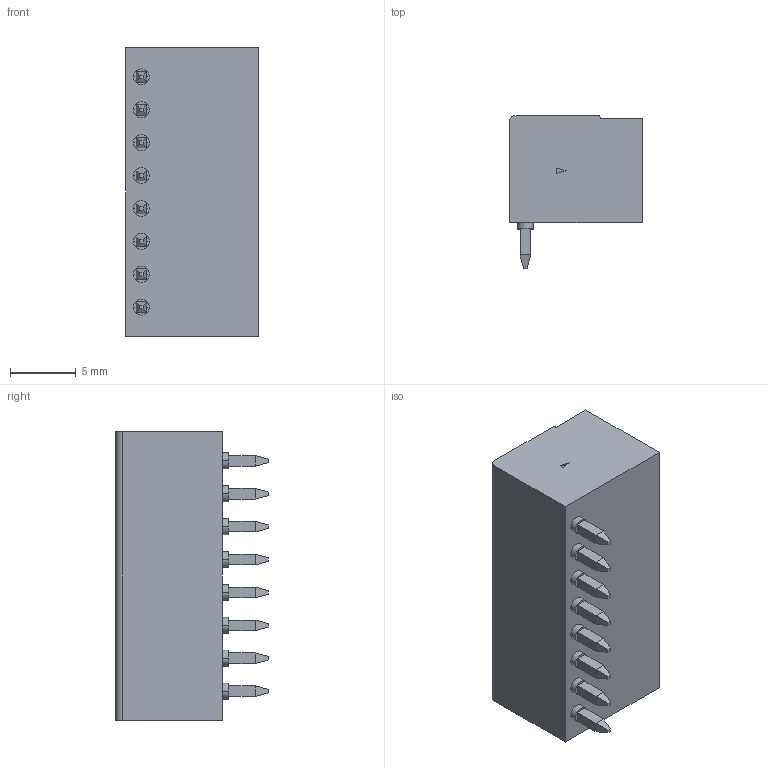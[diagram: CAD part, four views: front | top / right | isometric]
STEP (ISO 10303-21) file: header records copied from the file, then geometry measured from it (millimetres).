
FILE_DESCRIPTION(('SolidDesigner STEP Export'),'1');
FILE_NAME('mc_0.5-8-g-2.5.stp','2000-10-06T 9:03:56',(''),(''), 'SolidDesigner STEP processor Version: 7.0(Mar 1999)for AP214(CD)(Solid Model)', 'CoCreate SolidDesigner: 08.01 19-Jun-2000(C) CoCreate Software GmbH','');
FILE_SCHEMA(('AUTOMOTIVE_DESIGN_CC2 {1 2 10303 214 -1 1 5 1}'));
Length unit declared in the file: millimetre
Products named in the file (2): mc_0.5-8-g-2.5
Assembly tree (1 placements, depth 2):
  mc_0.5-8-g-2.5
    mc_0.5-8-g-2.5
Bounding box: 10.1 x 11.6 x 21.9 mm (x, y, z)
Volume: 1263 mm3; surface area: 1709.8 mm2
Topology: 1 solids, 1 shells, 429 faces, 1068 edges, 693 vertices
Faces by surface type: plane 356, cylinder 73
Entity records: 15559 total; most frequent: ORIENTED_EDGE 2136, CARTESIAN_POINT 2087, DIRECTION 1921, EDGE_CURVE 1068, VECTOR 867, LINE 867, VERTEX_POINT 693, AXIS2_PLACEMENT_3D 527
